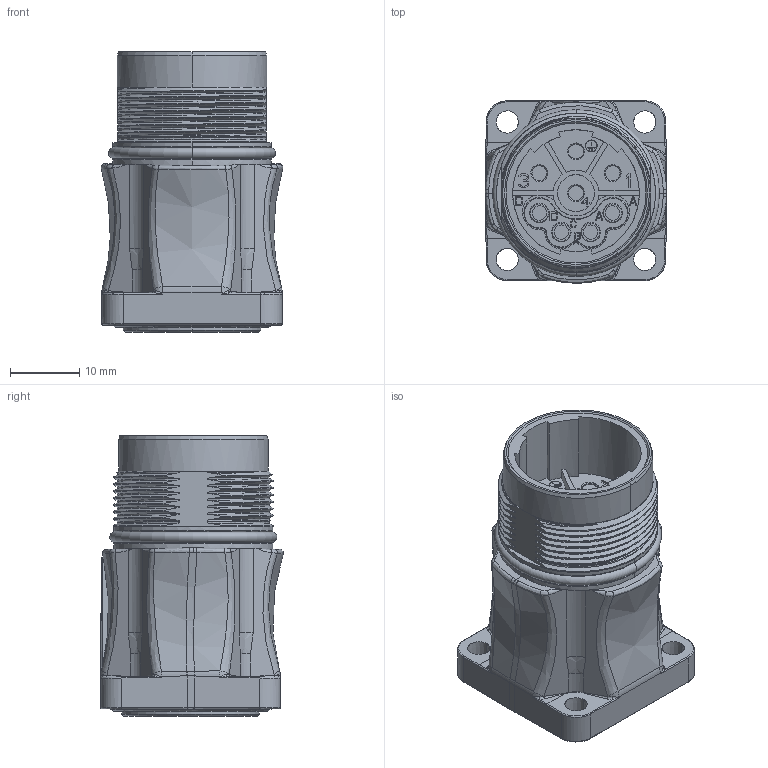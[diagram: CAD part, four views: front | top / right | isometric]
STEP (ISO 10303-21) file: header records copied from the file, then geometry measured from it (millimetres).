
FILE_DESCRIPTION((''),'2;1');
FILE_NAME('SF-7EP1N8AWA00_1605589','2013-10-30T',('feitelbuss'),(''),'PRO/ENGINEER BY PARAMETRIC TECHNOLOGY CORPORATION, 2012480','PRO/ENGINEER BY PARAMETRIC TECHNOLOGY CORPORATION, 2012480','');
FILE_SCHEMA(('AUTOMOTIVE_DESIGN { 1 0 10303 214 1 1 1 1 }'));
Length unit declared in the file: millimetre
Products named in the file (1): SF-7EP1N8AWA00_1605589
Bounding box: 26.17 x 26.3 x 40.42 mm (x, y, z)
Volume: 15654.9 mm3; surface area: 5864 mm2
Topology: 1 solids, 1 shells, 769 faces, 1993 edges, 1261 vertices
Faces by surface type: plane 404, bspline 187, cylinder 117, cone 51, torus 8, revolution 2
Entity records: 33633 total; most frequent: CARTESIAN_POINT 16148, ORIENTED_EDGE 3970, DIRECTION 2986, EDGE_CURVE 1985, VERTEX_POINT 1261, VECTOR 1168, LINE 1168, AXIS2_PLACEMENT_3D 908
